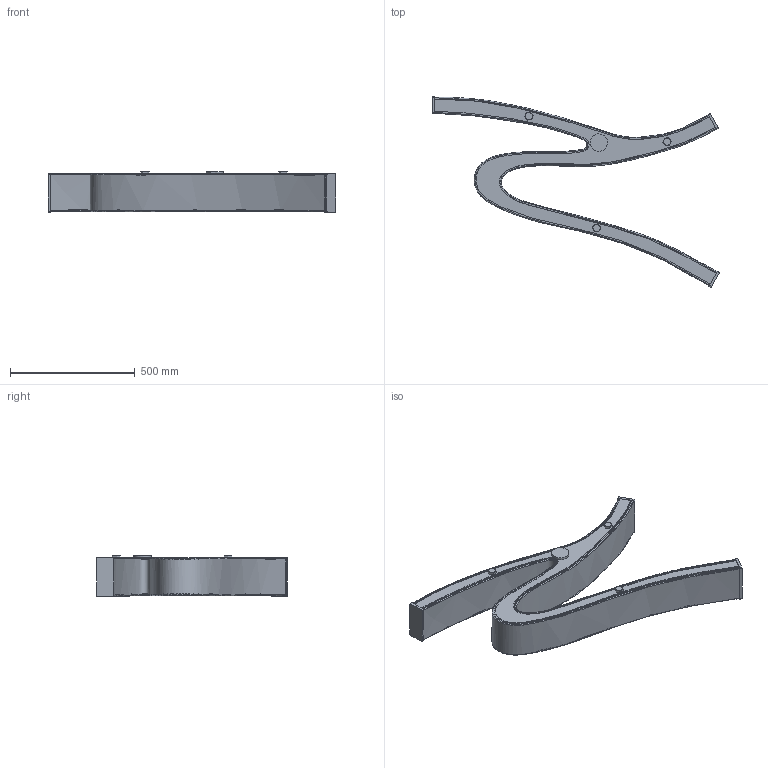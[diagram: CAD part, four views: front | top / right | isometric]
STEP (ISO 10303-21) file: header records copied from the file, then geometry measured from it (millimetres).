
FILE_DESCRIPTION(/* description */ ('This is a sample STEP configuration'),/* implementation_level */ '2;1');
FILE_NAME(/* name */ '660-3xxxx _Simple.ipt_Rev_01.2.stp',/* time_stamp */ '2021-02-06T14:31:17+01:00',/* author */ ('powerJobs'),/* organization */ ('coolOrange'),/* preprocessor_version */ 'ST-DEVELOPER v18.1',/* originating_system */ 'Autodesk Inventor 2020',/* authorisation */ '');
FILE_SCHEMA (('AUTOMOTIVE_DESIGN { 1 0 10303 214 3 1 1 }'));
Products named in the file (1): ENG000017839
Bounding box: 1149.44 x 764.32 x 162.3 mm (x, y, z)
Volume: 5585167.2 mm3; surface area: 2899108.1 mm2
Topology: 9 solids, 10 shells, 271 faces, 590 edges, 356 vertices
Faces by surface type: plane 87, cylinder 67, bspline 57, sphere 34, torus 22, cone 4
Full cylindrical faces by diameter (mm): 4.15 x3, 29 x3, 65 x1, 69.8 x1
Entity records: 72811 total; most frequent: CARTESIAN_POINT 66874, DIRECTION 1255, ORIENTED_EDGE 1180, EDGE_CURVE 590, AXIS2_PLACEMENT_3D 509, VERTEX_POINT 356, CIRCLE 289, EDGE_LOOP 288
